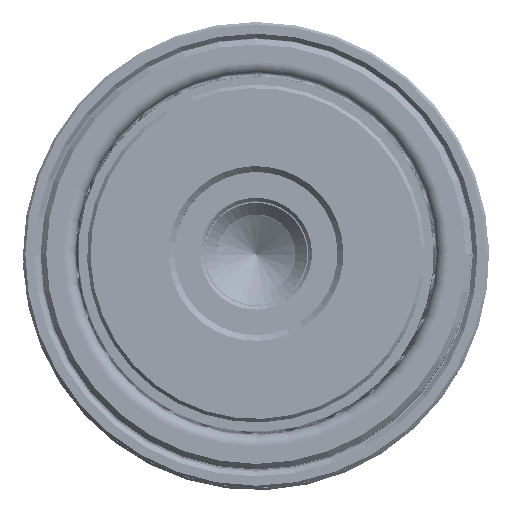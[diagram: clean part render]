
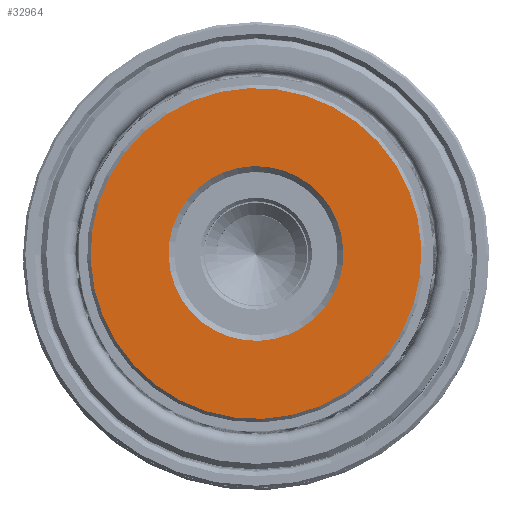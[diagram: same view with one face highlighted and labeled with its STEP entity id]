
A CAD part, top view. The second image highlights one B-rep face of the part: STEP entity #32964.
In plain terms, the highlighted face is planar.
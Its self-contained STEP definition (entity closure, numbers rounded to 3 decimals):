
#5296 = CARTESIAN_POINT ( 'NONE',  ( 14.2, 0., 0. ) ) ;
#5318 = CIRCLE ( 'NONE', #12277, 14.2 ) ;
#5376 = CARTESIAN_POINT ( 'NONE',  ( 7.5, 0., 0. ) ) ;
#8698 = VERTEX_POINT ( 'NONE', #5296 ) ;
#8869 = DIRECTION ( 'NONE',  ( 0., 0., 1. ) ) ;
#11256 = CARTESIAN_POINT ( 'NONE',  ( 0., 0., 0. ) ) ;
#11389 = FACE_OUTER_BOUND ( 'NONE', #38828, .T. ) ;
#11595 = AXIS2_PLACEMENT_3D ( 'NONE', #19055, #44418, #22723 ) ;
#12277 = AXIS2_PLACEMENT_3D ( 'NONE', #40221, #18514, #43860 ) ;
#12916 = EDGE_CURVE ( 'NONE', #26818, #32558, #28526, .T. ) ;
#14476 = VERTEX_POINT ( 'NONE', #31075 ) ;
#14735 = AXIS2_PLACEMENT_3D ( 'NONE', #11256, #32690, #22206 ) ;
#16288 = ORIENTED_EDGE ( 'NONE', *, *, #12916, .T. ) ;
#18514 = DIRECTION ( 'NONE',  ( 0., 0., -1. ) ) ;
#19055 = CARTESIAN_POINT ( 'NONE',  ( 0., 0., 0. ) ) ;
#19144 = ORIENTED_EDGE ( 'NONE', *, *, #24141, .T. ) ;
#21178 = DIRECTION ( 'NONE',  ( 0., 0., -1. ) ) ;
#22206 = DIRECTION ( 'NONE',  ( 1., 0., 0. ) ) ;
#22723 = DIRECTION ( 'NONE',  ( 1., 0., 0. ) ) ;
#23505 = CARTESIAN_POINT ( 'NONE',  ( -7.5, 0., 0. ) ) ;
#23524 = EDGE_LOOP ( 'NONE', ( #45660, #16288 ) ) ;
#24141 = EDGE_CURVE ( 'NONE', #14476, #8698, #46012, .T. ) ;
#26818 = VERTEX_POINT ( 'NONE', #5376 ) ;
#28526 = CIRCLE ( 'NONE', #11595, 7.5 ) ;
#30623 = CARTESIAN_POINT ( 'NONE',  ( 0., 0., 0. ) ) ;
#31075 = CARTESIAN_POINT ( 'NONE',  ( -14.2, 0., 0. ) ) ;
#32558 = VERTEX_POINT ( 'NONE', #23505 ) ;
#32690 = DIRECTION ( 'NONE',  ( 0., 0., 1. ) ) ;
#32964 = ADVANCED_FACE ( 'NONE', ( #11389, #38055 ), #43901, .F. ) ;
#33153 = EDGE_CURVE ( 'NONE', #32558, #26818, #45410, .T. ) ;
#34187 = AXIS2_PLACEMENT_3D ( 'NONE', #30623, #8869, #34244 ) ;
#34244 = DIRECTION ( 'NONE',  ( 1., 0., 0. ) ) ;
#38055 = FACE_BOUND ( 'NONE', #23524, .T. ) ;
#38828 = EDGE_LOOP ( 'NONE', ( #44920, #19144 ) ) ;
#40221 = CARTESIAN_POINT ( 'NONE',  ( 0., 0., 0. ) ) ;
#42903 = CARTESIAN_POINT ( 'NONE',  ( 0., 0., 0. ) ) ;
#43860 = DIRECTION ( 'NONE',  ( 1., 0., 0. ) ) ;
#43901 = PLANE ( 'NONE',  #14735 ) ;
#43978 = AXIS2_PLACEMENT_3D ( 'NONE', #42903, #21178, #46542 ) ;
#44418 = DIRECTION ( 'NONE',  ( 0., 0., 1. ) ) ;
#44667 = EDGE_CURVE ( 'NONE', #8698, #14476, #5318, .T. ) ;
#44920 = ORIENTED_EDGE ( 'NONE', *, *, #44667, .T. ) ;
#45410 = CIRCLE ( 'NONE', #34187, 7.5 ) ;
#45660 = ORIENTED_EDGE ( 'NONE', *, *, #33153, .T. ) ;
#46012 = CIRCLE ( 'NONE', #43978, 14.2 ) ;
#46542 = DIRECTION ( 'NONE',  ( 1., 0., 0. ) ) ;
